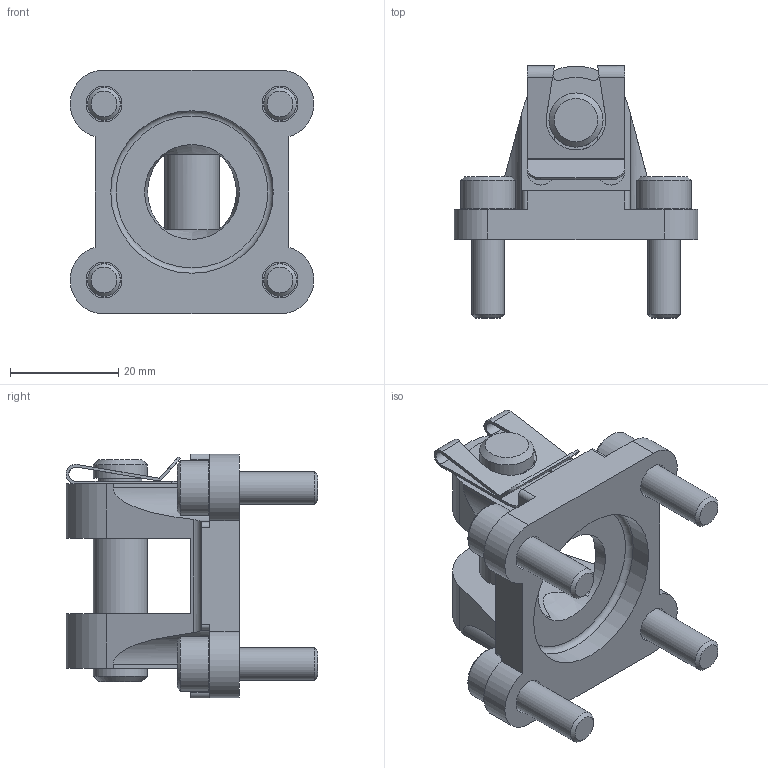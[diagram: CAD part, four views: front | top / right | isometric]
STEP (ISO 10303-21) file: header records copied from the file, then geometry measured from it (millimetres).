
FILE_DESCRIPTION(/* description */ ('STEP AP214'),/* implementation_level */ '2;1');
FILE_NAME(/* name */ '174383_SNC-32',/* time_stamp */ '2024-09-13T06:42:36+02:00',/* author */ ('License CC BY-ND 4.0'),/* organization */ ('CADENAS'),/* preprocessor_version */ 'ST-DEVELOPER v19.3',/* originating_system */ 'PARTsolutions',/* authorisation */ ' ');
FILE_SCHEMA (('AUTOMOTIVE_DESIGN {1 0 10303 214 3 1 1}'));
Length unit declared in the file: millimetre
Products named in the file (5): 174383 SNC-32; 174383 SNC-32---(F); 373494 BO- 10-032,5-DA; 210029 10 SXN 08 VERZINKT:SL; DIN-912 - M6x20(F)
Assembly tree (7 placements, depth 2):
  174383 SNC-32
    174383 SNC-32---(F)
    373494 BO- 10-032,5-DA
    210029 10 SXN 08 VERZINKT:SL
    DIN-912 - M6x20(F)  x4
Bounding box: 44.98 x 46.5 x 45 mm (x, y, z)
Volume: 23162.6 mm3; surface area: 13862 mm2
Topology: 7 solids, 7 shells, 216 faces, 502 edges, 305 vertices
Faces by surface type: plane 111, cylinder 57, cone 47, torus 1
Full cylindrical faces by diameter (mm): 3 x1, 6 x4, 6.6 x4, 8 x1, 10 x8, 30 x1
Entity records: 4130 total; most frequent: CARTESIAN_POINT 765, DIRECTION 700, ORIENTED_EDGE 630, EDGE_CURVE 315, AXIS2_PLACEMENT_3D 262, VERTEX_POINT 216, LINE 176, VECTOR 176
